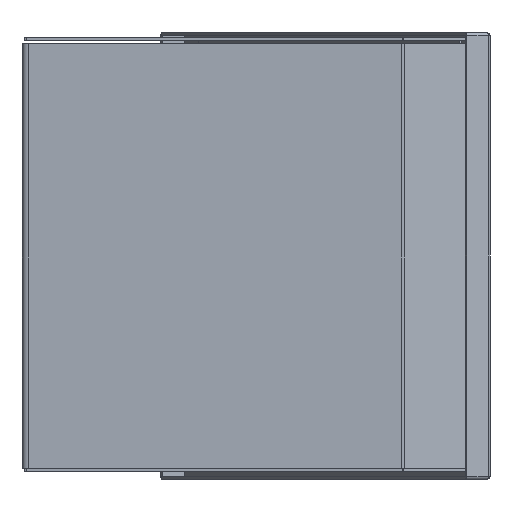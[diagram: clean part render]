
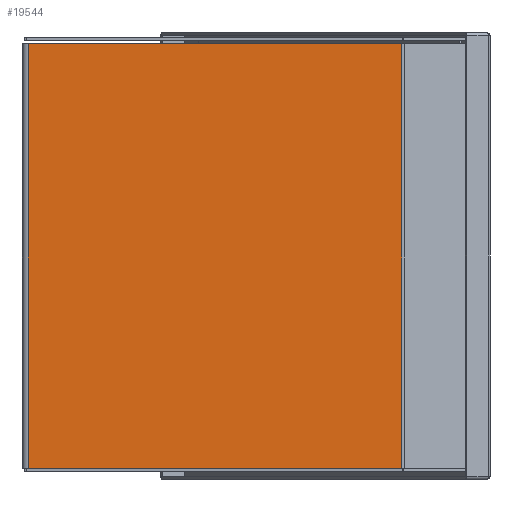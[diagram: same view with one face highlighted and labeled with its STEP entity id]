
A CAD part, left-side view. The second image highlights one B-rep face of the part: STEP entity #19544.
In plain terms, the highlighted planar face has unit normal (-1, 0, 0).
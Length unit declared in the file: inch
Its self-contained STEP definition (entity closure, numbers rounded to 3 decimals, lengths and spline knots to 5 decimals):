
#583 = CARTESIAN_POINT ( 'NONE',  ( -5.345, 2.3803, -4.19 ) ) ;
#592 = VECTOR ( 'NONE', #9664, 39.37008 ) ;
#1153 = VECTOR ( 'NONE', #9685, 39.37008 ) ;
#1271 = ORIENTED_EDGE ( 'NONE', *, *, #22960, .T. ) ;
#1308 = ORIENTED_EDGE ( 'NONE', *, *, #6714, .F. ) ;
#1865 = VERTEX_POINT ( 'NONE', #8363 ) ;
#2482 = VERTEX_POINT ( 'NONE', #18827 ) ;
#4379 = LINE ( 'NONE', #12011, #15617 ) ;
#6714 = EDGE_CURVE ( 'NONE', #1865, #2482, #16168, .T. ) ;
#7211 = FACE_OUTER_BOUND ( 'NONE', #7421, .T. ) ;
#7421 = EDGE_LOOP ( 'NONE', ( #10974, #11732, #1271, #1308 ) ) ;
#8363 = CARTESIAN_POINT ( 'NONE',  ( -5.345, 2.3803, -4.19 ) ) ;
#9158 = PLANE ( 'NONE',  #23181 ) ;
#9664 = DIRECTION ( 'NONE',  ( 0., -1., 0. ) ) ;
#9685 = DIRECTION ( 'NONE',  ( 0., 0., -1. ) ) ;
#10715 = CARTESIAN_POINT ( 'NONE',  ( -5.345, 2.5003, -4.25 ) ) ;
#10974 = ORIENTED_EDGE ( 'NONE', *, *, #23198, .T. ) ;
#11229 = CARTESIAN_POINT ( 'NONE',  ( -5.345, -4.98436, 4.19 ) ) ;
#11732 = ORIENTED_EDGE ( 'NONE', *, *, #18943, .F. ) ;
#11781 = DIRECTION ( 'NONE',  ( 0., 1., 0. ) ) ;
#12011 = CARTESIAN_POINT ( 'NONE',  ( -5.345, -4.98436, 4.19 ) ) ;
#13427 = CARTESIAN_POINT ( 'NONE',  ( -5.345, -4.98436, 4.19 ) ) ;
#15095 = LINE ( 'NONE', #583, #592 ) ;
#15617 = VECTOR ( 'NONE', #11781, 39.37008 ) ;
#16168 = LINE ( 'NONE', #23535, #22992 ) ;
#16965 = VERTEX_POINT ( 'NONE', #21554 ) ;
#18218 = DIRECTION ( 'NONE',  ( 0., 0., 1. ) ) ;
#18827 = CARTESIAN_POINT ( 'NONE',  ( -5.345, 2.3803, 4.19 ) ) ;
#18863 = LINE ( 'NONE', #13427, #1153 ) ;
#18943 = EDGE_CURVE ( 'NONE', #19192, #16965, #18863, .T. ) ;
#19192 = VERTEX_POINT ( 'NONE', #11229 ) ;
#19544 = ADVANCED_FACE ( 'NONE', ( #7211 ), #9158, .T. ) ;
#21554 = CARTESIAN_POINT ( 'NONE',  ( -5.345, -4.98436, -4.19 ) ) ;
#22960 = EDGE_CURVE ( 'NONE', #19192, #2482, #4379, .T. ) ;
#22992 = VECTOR ( 'NONE', #18218, 39.37008 ) ;
#23181 = AXIS2_PLACEMENT_3D ( 'NONE', #10715, #23884, #23762 ) ;
#23198 = EDGE_CURVE ( 'NONE', #1865, #16965, #15095, .T. ) ;
#23535 = CARTESIAN_POINT ( 'NONE',  ( -5.345, 2.3803, -4.19 ) ) ;
#23762 = DIRECTION ( 'NONE',  ( 0., -1., 0. ) ) ;
#23884 = DIRECTION ( 'NONE',  ( -1., 0., 0. ) ) ;
